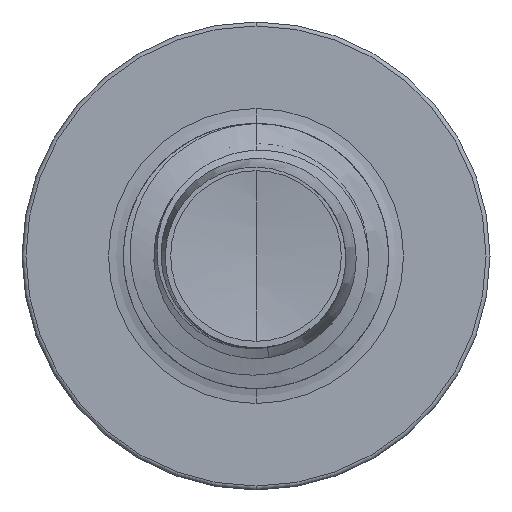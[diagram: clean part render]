
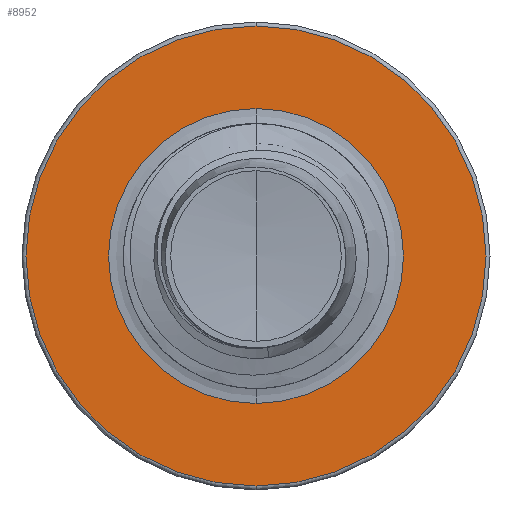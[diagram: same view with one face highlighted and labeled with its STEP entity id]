
A CAD part, front view. The second image highlights one B-rep face of the part: STEP entity #8952.
In plain terms, the highlighted planar face has unit normal (0, -1, 0).
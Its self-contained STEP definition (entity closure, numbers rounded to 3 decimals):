
#790 = AXIS2_PLACEMENT_3D ( 'NONE', #18341, #2051, #21041 ) ;
#1618 = VERTEX_POINT ( 'NONE', #23585 ) ;
#2051 = DIRECTION ( 'NONE',  ( 0., 1., 0. ) ) ;
#2940 = EDGE_LOOP ( 'NONE', ( #28457, #15356 ) ) ;
#3063 = CARTESIAN_POINT ( 'NONE',  ( 0., 15., -2.605 ) ) ;
#4849 = AXIS2_PLACEMENT_3D ( 'NONE', #29331, #13746, #31751 ) ;
#6175 = CIRCLE ( 'NONE', #24140, 1.67 ) ;
#6242 = FACE_OUTER_BOUND ( 'NONE', #2940, .T. ) ;
#6359 = ORIENTED_EDGE ( 'NONE', *, *, #22163, .T. ) ;
#7671 = VERTEX_POINT ( 'NONE', #32180 ) ;
#8952 = ADVANCED_FACE ( 'NONE', ( #6242, #20525 ), #25165, .F. ) ;
#11323 = CIRCLE ( 'NONE', #4849, 2.605 ) ;
#11602 = EDGE_CURVE ( 'NONE', #21409, #19287, #25344, .T. ) ;
#13746 = DIRECTION ( 'NONE',  ( 0., 1., 0. ) ) ;
#14460 = CARTESIAN_POINT ( 'NONE',  ( 0., 15., 0. ) ) ;
#15356 = ORIENTED_EDGE ( 'NONE', *, *, #21497, .F. ) ;
#15976 = DIRECTION ( 'NONE',  ( 0., 1., 0. ) ) ;
#17126 = DIRECTION ( 'NONE',  ( 0., 0., 1. ) ) ;
#18341 = CARTESIAN_POINT ( 'NONE',  ( 0., 15., 0. ) ) ;
#18485 = CARTESIAN_POINT ( 'NONE',  ( 0., 15., 2.605 ) ) ;
#18611 = EDGE_CURVE ( 'NONE', #1618, #7671, #6175, .T. ) ;
#18618 = AXIS2_PLACEMENT_3D ( 'NONE', #25271, #25131, #25092 ) ;
#19287 = VERTEX_POINT ( 'NONE', #3063 ) ;
#20525 = FACE_BOUND ( 'NONE', #28686, .T. ) ;
#21041 = DIRECTION ( 'NONE',  ( 0., 0., 1. ) ) ;
#21409 = VERTEX_POINT ( 'NONE', #18485 ) ;
#21497 = EDGE_CURVE ( 'NONE', #19287, #21409, #11323, .T. ) ;
#22163 = EDGE_CURVE ( 'NONE', #7671, #1618, #30353, .T. ) ;
#23585 = CARTESIAN_POINT ( 'NONE',  ( 0., 15., -1.67 ) ) ;
#24140 = AXIS2_PLACEMENT_3D ( 'NONE', #31323, #15976, #33863 ) ;
#25092 = DIRECTION ( 'NONE',  ( 0., 0., 1. ) ) ;
#25131 = DIRECTION ( 'NONE',  ( 0., 1., 0. ) ) ;
#25165 = PLANE ( 'NONE',  #18618 ) ;
#25271 = CARTESIAN_POINT ( 'NONE',  ( 0., 15., -1.67 ) ) ;
#25344 = CIRCLE ( 'NONE', #790, 2.605 ) ;
#26982 = ORIENTED_EDGE ( 'NONE', *, *, #18611, .T. ) ;
#28457 = ORIENTED_EDGE ( 'NONE', *, *, #11602, .F. ) ;
#28686 = EDGE_LOOP ( 'NONE', ( #6359, #26982 ) ) ;
#29331 = CARTESIAN_POINT ( 'NONE',  ( 0., 15., 0. ) ) ;
#30353 = CIRCLE ( 'NONE', #32955, 1.67 ) ;
#31323 = CARTESIAN_POINT ( 'NONE',  ( 0., 15., 0. ) ) ;
#31751 = DIRECTION ( 'NONE',  ( 0., 0., 1. ) ) ;
#32180 = CARTESIAN_POINT ( 'NONE',  ( 0., 15., 1.67 ) ) ;
#32419 = DIRECTION ( 'NONE',  ( 0., 1., 0. ) ) ;
#32955 = AXIS2_PLACEMENT_3D ( 'NONE', #14460, #32419, #17126 ) ;
#33863 = DIRECTION ( 'NONE',  ( 0., 0., 1. ) ) ;
